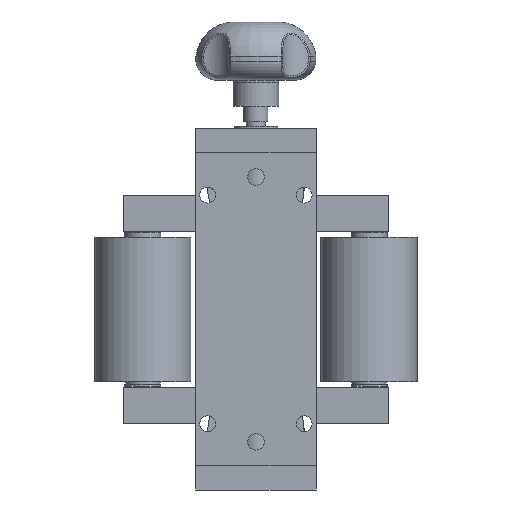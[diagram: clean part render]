
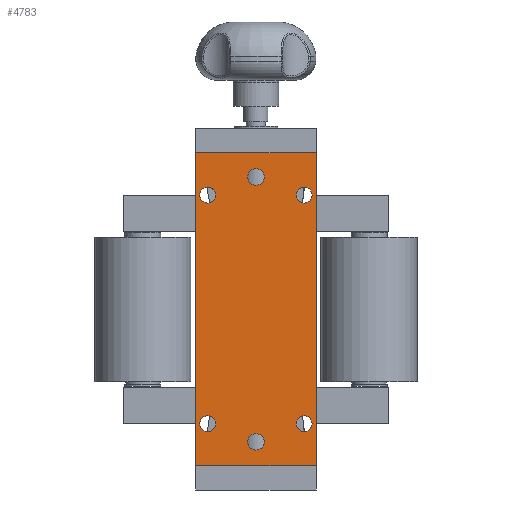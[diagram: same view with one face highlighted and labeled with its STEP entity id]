
A CAD part, front view. The second image highlights one B-rep face of the part: STEP entity #4783.
In plain terms, the highlighted planar face has unit normal (0, -1, 0).
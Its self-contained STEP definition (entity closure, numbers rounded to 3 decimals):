
#28 = ORIENTED_EDGE ( 'NONE', *, *, #4394, .T. ) ;
#76 = CARTESIAN_POINT ( 'NONE',  ( 20., 0., -47.5 ) ) ;
#107 = EDGE_CURVE ( 'NONE', #11820, #11820, #9919, .T. ) ;
#188 = FACE_BOUND ( 'NONE', #6617, .T. ) ;
#407 = DIRECTION ( 'NONE',  ( 0., 0., 1. ) ) ;
#865 = CIRCLE ( 'NONE', #9049, 3.4 ) ;
#1005 = ORIENTED_EDGE ( 'NONE', *, *, #4648, .T. ) ;
#1120 = FACE_BOUND ( 'NONE', #1502, .T. ) ;
#1153 = EDGE_LOOP ( 'NONE', ( #9079 ) ) ;
#1252 = ORIENTED_EDGE ( 'NONE', *, *, #9168, .F. ) ;
#1412 = CARTESIAN_POINT ( 'NONE',  ( -25., 0., -65. ) ) ;
#1473 = VECTOR ( 'NONE', #2617, 1000. ) ;
#1502 = EDGE_LOOP ( 'NONE', ( #1252 ) ) ;
#2037 = CARTESIAN_POINT ( 'NONE',  ( 25., 0., -65. ) ) ;
#2059 = EDGE_CURVE ( 'NONE', #5919, #3554, #7873, .T. ) ;
#2182 = FACE_BOUND ( 'NONE', #1153, .T. ) ;
#2333 = CARTESIAN_POINT ( 'NONE',  ( 0., 0., -58.4 ) ) ;
#2554 = ORIENTED_EDGE ( 'NONE', *, *, #12800, .F. ) ;
#2617 = DIRECTION ( 'NONE',  ( 0., 0., -1. ) ) ;
#2883 = ORIENTED_EDGE ( 'NONE', *, *, #2059, .F. ) ;
#3066 = DIRECTION ( 'NONE',  ( 0., 1., 0. ) ) ;
#3237 = EDGE_CURVE ( 'NONE', #5619, #5619, #6435, .T. ) ;
#3275 = CARTESIAN_POINT ( 'NONE',  ( 20., 0., -44.2 ) ) ;
#3377 = CARTESIAN_POINT ( 'NONE',  ( -25., 0., 65. ) ) ;
#3414 = LINE ( 'NONE', #5484, #10204 ) ;
#3453 = PLANE ( 'NONE',  #12888 ) ;
#3530 = DIRECTION ( 'NONE',  ( 0., -1., 0. ) ) ;
#3554 = VERTEX_POINT ( 'NONE', #10028 ) ;
#3598 = DIRECTION ( 'NONE',  ( 0., 0., -1. ) ) ;
#4050 = VERTEX_POINT ( 'NONE', #4336 ) ;
#4336 = CARTESIAN_POINT ( 'NONE',  ( 0., 0., 51.6 ) ) ;
#4394 = EDGE_CURVE ( 'NONE', #13732, #8710, #4537, .T. ) ;
#4448 = FACE_BOUND ( 'NONE', #5382, .T. ) ;
#4537 = LINE ( 'NONE', #1412, #6725 ) ;
#4542 = DIRECTION ( 'NONE',  ( 0., 0., 1. ) ) ;
#4648 = EDGE_CURVE ( 'NONE', #5919, #13732, #7048, .T. ) ;
#4681 = CARTESIAN_POINT ( 'NONE',  ( -25., 0., 65. ) ) ;
#4783 = ADVANCED_FACE ( 'NONE', ( #2182, #6598, #188, #4448, #10864, #1120, #5455 ), #3453, .F. ) ;
#5382 = EDGE_LOOP ( 'NONE', ( #13762 ) ) ;
#5430 = CIRCLE ( 'NONE', #10216, 3.3 ) ;
#5455 = FACE_OUTER_BOUND ( 'NONE', #9674, .T. ) ;
#5484 = CARTESIAN_POINT ( 'NONE',  ( 25., 0., 65. ) ) ;
#5576 = ORIENTED_EDGE ( 'NONE', *, *, #10590, .F. ) ;
#5619 = VERTEX_POINT ( 'NONE', #3275 ) ;
#5894 = CARTESIAN_POINT ( 'NONE',  ( -25., 0., -65. ) ) ;
#5919 = VERTEX_POINT ( 'NONE', #4681 ) ;
#6336 = DIRECTION ( 'NONE',  ( 0., 0., 1. ) ) ;
#6435 = CIRCLE ( 'NONE', #8939, 3.3 ) ;
#6559 = DIRECTION ( 'NONE',  ( 0., 0., 1. ) ) ;
#6598 = FACE_BOUND ( 'NONE', #13788, .T. ) ;
#6617 = EDGE_LOOP ( 'NONE', ( #9303 ) ) ;
#6725 = VECTOR ( 'NONE', #9041, 1000. ) ;
#7048 = LINE ( 'NONE', #9109, #1473 ) ;
#7873 = LINE ( 'NONE', #3377, #13816 ) ;
#7891 = VERTEX_POINT ( 'NONE', #2333 ) ;
#7926 = DIRECTION ( 'NONE',  ( 0., 1., 0. ) ) ;
#8160 = AXIS2_PLACEMENT_3D ( 'NONE', #8954, #3530, #11996 ) ;
#8710 = VERTEX_POINT ( 'NONE', #2037 ) ;
#8939 = AXIS2_PLACEMENT_3D ( 'NONE', #76, #12026, #4542 ) ;
#8954 = CARTESIAN_POINT ( 'NONE',  ( 0., 0., -55. ) ) ;
#8999 = CARTESIAN_POINT ( 'NONE',  ( -20., 0., 47.5 ) ) ;
#9041 = DIRECTION ( 'NONE',  ( 1., 0., 0. ) ) ;
#9049 = AXIS2_PLACEMENT_3D ( 'NONE', #14093, #12214, #3598 ) ;
#9079 = ORIENTED_EDGE ( 'NONE', *, *, #13772, .T. ) ;
#9103 = DIRECTION ( 'NONE',  ( 0., 1., 0. ) ) ;
#9109 = CARTESIAN_POINT ( 'NONE',  ( -25., 0., 65. ) ) ;
#9168 = EDGE_CURVE ( 'NONE', #4050, #4050, #865, .T. ) ;
#9241 = VERTEX_POINT ( 'NONE', #10307 ) ;
#9303 = ORIENTED_EDGE ( 'NONE', *, *, #3237, .T. ) ;
#9674 = EDGE_LOOP ( 'NONE', ( #28, #2554, #2883, #1005 ) ) ;
#9842 = DIRECTION ( 'NONE',  ( 0., 0., -1. ) ) ;
#9875 = DIRECTION ( 'NONE',  ( 0., 1., 0. ) ) ;
#9919 = CIRCLE ( 'NONE', #13548, 3.3 ) ;
#10028 = CARTESIAN_POINT ( 'NONE',  ( 25., 0., 65. ) ) ;
#10146 = DIRECTION ( 'NONE',  ( 1., 0., 0. ) ) ;
#10204 = VECTOR ( 'NONE', #9842, 1000. ) ;
#10216 = AXIS2_PLACEMENT_3D ( 'NONE', #13574, #9103, #407 ) ;
#10307 = CARTESIAN_POINT ( 'NONE',  ( -20., 0., -44.2 ) ) ;
#10590 = EDGE_CURVE ( 'NONE', #7891, #7891, #12705, .T. ) ;
#10864 = FACE_BOUND ( 'NONE', #13355, .T. ) ;
#11820 = VERTEX_POINT ( 'NONE', #13972 ) ;
#11996 = DIRECTION ( 'NONE',  ( 0., 0., -1. ) ) ;
#12026 = DIRECTION ( 'NONE',  ( 0., 1., 0. ) ) ;
#12209 = DIRECTION ( 'NONE',  ( 0., 0., 1. ) ) ;
#12214 = DIRECTION ( 'NONE',  ( 0., -1., 0. ) ) ;
#12297 = CARTESIAN_POINT ( 'NONE',  ( 20., 0., 50.8 ) ) ;
#12668 = CARTESIAN_POINT ( 'NONE',  ( 20., 0., 47.5 ) ) ;
#12705 = CIRCLE ( 'NONE', #8160, 3.4 ) ;
#12800 = EDGE_CURVE ( 'NONE', #3554, #8710, #3414, .T. ) ;
#12888 = AXIS2_PLACEMENT_3D ( 'NONE', #13290, #9875, #12209 ) ;
#13162 = AXIS2_PLACEMENT_3D ( 'NONE', #12668, #3066, #6336 ) ;
#13290 = CARTESIAN_POINT ( 'NONE',  ( -25., 0., 65. ) ) ;
#13355 = EDGE_LOOP ( 'NONE', ( #5576 ) ) ;
#13370 = VERTEX_POINT ( 'NONE', #12297 ) ;
#13404 = EDGE_CURVE ( 'NONE', #13370, #13370, #14085, .T. ) ;
#13548 = AXIS2_PLACEMENT_3D ( 'NONE', #8999, #7926, #6559 ) ;
#13574 = CARTESIAN_POINT ( 'NONE',  ( -20., 0., -47.5 ) ) ;
#13650 = ORIENTED_EDGE ( 'NONE', *, *, #13404, .T. ) ;
#13732 = VERTEX_POINT ( 'NONE', #5894 ) ;
#13762 = ORIENTED_EDGE ( 'NONE', *, *, #107, .T. ) ;
#13772 = EDGE_CURVE ( 'NONE', #9241, #9241, #5430, .T. ) ;
#13788 = EDGE_LOOP ( 'NONE', ( #13650 ) ) ;
#13816 = VECTOR ( 'NONE', #10146, 1000. ) ;
#13972 = CARTESIAN_POINT ( 'NONE',  ( -20., 0., 50.8 ) ) ;
#14085 = CIRCLE ( 'NONE', #13162, 3.3 ) ;
#14093 = CARTESIAN_POINT ( 'NONE',  ( 0., 0., 55. ) ) ;
